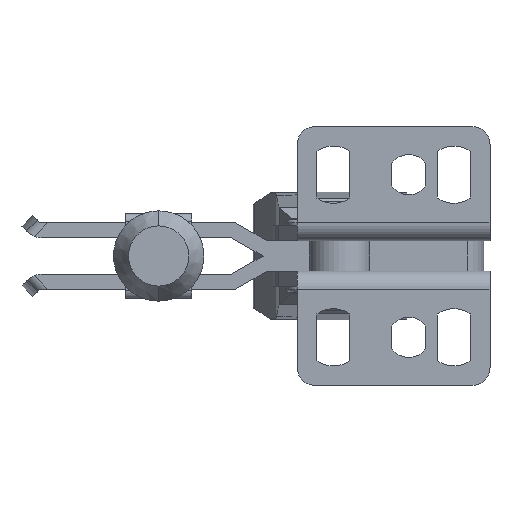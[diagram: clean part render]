
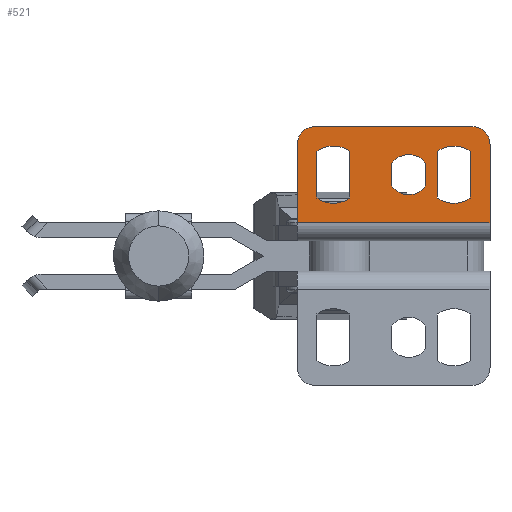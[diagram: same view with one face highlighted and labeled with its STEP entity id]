
A CAD part, front view. The second image highlights one B-rep face of the part: STEP entity #521.
In plain terms, the highlighted planar face has unit normal (0, -1, 0).
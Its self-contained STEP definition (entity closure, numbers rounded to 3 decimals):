
#521=ADVANCED_FACE('NONE',(#1398,#1399,#1400,#1401),#1402,.T.);
#1398=FACE_OUTER_BOUND('',#2751,.T.);
#1399=FACE_BOUND('',#2752,.T.);
#1400=FACE_BOUND('',#2753,.T.);
#1401=FACE_BOUND('',#2754,.T.);
#1402=PLANE('',#2755);
#2751=EDGE_LOOP('',(#4618,#4619,#4620,#4621,#4622,#4623));
#2752=EDGE_LOOP('',(#4624,#4625,#4626,#4627,#4628,#4629));
#2753=EDGE_LOOP('',(#4630,#4631,#4632,#4633,#4634,#4635));
#2754=EDGE_LOOP('',(#4636,#4637,#4638,#4639,#4640,#4641));
#2755=AXIS2_PLACEMENT_3D('',#4642,#4643,#4644);
#4618=ORIENTED_EDGE('',*,*,#7955,.F.);
#4619=ORIENTED_EDGE('',*,*,#7998,.T.);
#4620=ORIENTED_EDGE('',*,*,#7999,.T.);
#4621=ORIENTED_EDGE('',*,*,#8000,.T.);
#4622=ORIENTED_EDGE('',*,*,#7964,.T.);
#4623=ORIENTED_EDGE('',*,*,#7996,.F.);
#4624=ORIENTED_EDGE('',*,*,#8001,.T.);
#4625=ORIENTED_EDGE('',*,*,#7832,.T.);
#4626=ORIENTED_EDGE('',*,*,#8002,.T.);
#4627=ORIENTED_EDGE('',*,*,#7881,.T.);
#4628=ORIENTED_EDGE('',*,*,#8003,.T.);
#4629=ORIENTED_EDGE('',*,*,#8004,.T.);
#4630=ORIENTED_EDGE('',*,*,#8005,.T.);
#4631=ORIENTED_EDGE('',*,*,#8006,.T.);
#4632=ORIENTED_EDGE('',*,*,#7827,.T.);
#4633=ORIENTED_EDGE('',*,*,#8007,.T.);
#4634=ORIENTED_EDGE('',*,*,#7886,.T.);
#4635=ORIENTED_EDGE('',*,*,#8008,.T.);
#4636=ORIENTED_EDGE('',*,*,#8009,.T.);
#4637=ORIENTED_EDGE('',*,*,#8010,.T.);
#4638=ORIENTED_EDGE('',*,*,#7822,.T.);
#4639=ORIENTED_EDGE('',*,*,#8011,.T.);
#4640=ORIENTED_EDGE('',*,*,#7891,.T.);
#4641=ORIENTED_EDGE('',*,*,#8012,.T.);
#4642=CARTESIAN_POINT('',(0.0,0.0,21.5));
#4643=DIRECTION('',(0.0,-1.0,0.0));
#4644=DIRECTION('',(0.0,0.0,-1.0));
#7822=EDGE_CURVE('NONE',#9251,#9255,#9257,.T.);
#7827=EDGE_CURVE('NONE',#9260,#9264,#9266,.T.);
#7832=EDGE_CURVE('NONE',#9269,#9273,#9275,.T.);
#7881=EDGE_CURVE('NONE',#9359,#9357,#9360,.T.);
#7886=EDGE_CURVE('NONE',#9368,#9366,#9369,.T.);
#7891=EDGE_CURVE('NONE',#9377,#9375,#9378,.T.);
#7955=EDGE_CURVE('NONE',#9475,#9477,#9478,.T.);
#7964=EDGE_CURVE('NONE',#9492,#9489,#9493,.T.);
#7996=EDGE_CURVE('NONE',#9477,#9489,#9539,.T.);
#7998=EDGE_CURVE('NONE',#9475,#9541,#9542,.T.);
#7999=EDGE_CURVE('NONE',#9541,#9543,#9544,.T.);
#8000=EDGE_CURVE('NONE',#9543,#9492,#9545,.T.);
#8001=EDGE_CURVE('NONE',#9546,#9269,#9547,.T.);
#8002=EDGE_CURVE('NONE',#9273,#9359,#9548,.T.);
#8003=EDGE_CURVE('NONE',#9357,#9549,#9550,.T.);
#8004=EDGE_CURVE('NONE',#9549,#9546,#9551,.T.);
#8005=EDGE_CURVE('NONE',#9552,#9553,#9554,.T.);
#8006=EDGE_CURVE('NONE',#9553,#9260,#9555,.T.);
#8007=EDGE_CURVE('NONE',#9264,#9368,#9556,.T.);
#8008=EDGE_CURVE('NONE',#9366,#9552,#9557,.T.);
#8009=EDGE_CURVE('NONE',#9558,#9559,#9560,.T.);
#8010=EDGE_CURVE('NONE',#9559,#9251,#9561,.T.);
#8011=EDGE_CURVE('NONE',#9255,#9377,#9562,.T.);
#8012=EDGE_CURVE('NONE',#9375,#9558,#9563,.T.);
#9251=VERTEX_POINT('',#11342);
#9255=VERTEX_POINT('NONE',#11347);
#9257=CIRCLE('',#11350,4.75);
#9260=VERTEX_POINT('',#11353);
#9264=VERTEX_POINT('NONE',#11358);
#9266=CIRCLE('',#11361,4.75);
#9269=VERTEX_POINT('',#11364);
#9273=VERTEX_POINT('NONE',#11369);
#9275=CIRCLE('',#11372,3.35);
#9357=VERTEX_POINT('NONE',#11488);
#9359=VERTEX_POINT('NONE',#11491);
#9360=CIRCLE('',#11492,3.35);
#9366=VERTEX_POINT('NONE',#11499);
#9368=VERTEX_POINT('NONE',#11502);
#9369=CIRCLE('',#11503,4.75);
#9375=VERTEX_POINT('NONE',#11510);
#9377=VERTEX_POINT('NONE',#11513);
#9378=CIRCLE('',#11514,4.75);
#9475=VERTEX_POINT('NONE',#11638);
#9477=VERTEX_POINT('NONE',#11641);
#9478=LINE('',#11642,#11643);
#9489=VERTEX_POINT('NONE',#11657);
#9492=VERTEX_POINT('NONE',#11660);
#9493=LINE('',#11661,#11662);
#9539=LINE('',#11731,#11732);
#9541=VERTEX_POINT('NONE',#11734);
#9542=CIRCLE('',#11735,3.);
#9543=VERTEX_POINT('NONE',#11736);
#9544=LINE('',#11737,#11738);
#9545=CIRCLE('',#11739,3.);
#9546=VERTEX_POINT('NONE',#11740);
#9547=CIRCLE('',#11741,3.35);
#9548=LINE('',#11742,#11743);
#9549=VERTEX_POINT('NONE',#11744);
#9550=CIRCLE('',#11745,3.35);
#9551=LINE('',#11746,#11747);
#9552=VERTEX_POINT('NONE',#11748);
#9553=VERTEX_POINT('NONE',#11749);
#9554=LINE('',#11750,#11751);
#9555=CIRCLE('',#11752,4.75);
#9556=LINE('',#11753,#11754);
#9557=CIRCLE('',#11755,4.75);
#9558=VERTEX_POINT('NONE',#11756);
#9559=VERTEX_POINT('NONE',#11757);
#9560=LINE('',#11758,#11759);
#9561=CIRCLE('',#11760,4.75);
#9562=LINE('',#11761,#11762);
#9563=CIRCLE('',#11763,4.75);
#11342=CARTESIAN_POINT('',(26.0,0.0,18.25));
#11347=CARTESIAN_POINT('',(28.75,0.0,17.373));
#11350=AXIS2_PLACEMENT_3D('',#14845,#14846,#14847);
#11353=CARTESIAN_POINT('',(6.0,0.0,18.25));
#11358=CARTESIAN_POINT('',(8.75,0.0,17.373));
#11361=AXIS2_PLACEMENT_3D('',#14853,#14854,#14855);
#11364=CARTESIAN_POINT('',(18.5,0.0,16.85));
#11369=CARTESIAN_POINT('',(21.3,0.0,15.339));
#11372=AXIS2_PLACEMENT_3D('',#14861,#14862,#14863);
#11488=CARTESIAN_POINT('',(18.5,0.0,10.15));
#11491=CARTESIAN_POINT('',(21.3,0.0,11.661));
#11492=AXIS2_PLACEMENT_3D('',#14942,#14943,#14944);
#11499=CARTESIAN_POINT('',(6.0,0.0,8.75));
#11502=CARTESIAN_POINT('',(8.75,0.0,9.627));
#11503=AXIS2_PLACEMENT_3D('',#14950,#14951,#14952);
#11510=CARTESIAN_POINT('',(26.0,0.0,8.75));
#11513=CARTESIAN_POINT('',(28.75,0.0,9.627));
#11514=AXIS2_PLACEMENT_3D('',#14958,#14959,#14960);
#11638=CARTESIAN_POINT('',(32.0,0.0,18.5));
#11641=CARTESIAN_POINT('',(32.0,0.,5.5));
#11642=CARTESIAN_POINT('',(32.0,0.0,5.5));
#11643=VECTOR('',#15049,1000.0);
#11657=CARTESIAN_POINT('',(0.0,0.,5.5));
#11660=CARTESIAN_POINT('',(0.0,0.0,18.5));
#11661=CARTESIAN_POINT('',(0.0,0.0,5.5));
#11662=VECTOR('',#15062,1000.0);
#11731=CARTESIAN_POINT('',(0.0,0.,5.5));
#11732=VECTOR('',#15106,1000.0);
#11734=CARTESIAN_POINT('',(29.,0.0,21.5));
#11735=AXIS2_PLACEMENT_3D('',#15107,#15108,#15109);
#11736=CARTESIAN_POINT('',(3.,0.0,21.5));
#11737=CARTESIAN_POINT('',(0.0,0.0,21.5));
#11738=VECTOR('',#15110,1000.0);
#11739=AXIS2_PLACEMENT_3D('',#15111,#15112,#15113);
#11740=CARTESIAN_POINT('',(15.7,0.0,15.339));
#11741=AXIS2_PLACEMENT_3D('',#15114,#15115,#15116);
#11742=CARTESIAN_POINT('',(21.3,0.0,21.5));
#11743=VECTOR('',#15117,1000.0);
#11744=CARTESIAN_POINT('',(15.7,0.0,11.661));
#11745=AXIS2_PLACEMENT_3D('',#15118,#15119,#15120);
#11746=CARTESIAN_POINT('',(15.7,0.0,21.5));
#11747=VECTOR('',#15121,1000.0);
#11748=CARTESIAN_POINT('',(3.25,0.0,9.627));
#11749=CARTESIAN_POINT('',(3.25,0.0,17.373));
#11750=CARTESIAN_POINT('',(3.25,0.0,21.5));
#11751=VECTOR('',#15122,1000.0);
#11752=AXIS2_PLACEMENT_3D('',#15123,#15124,#15125);
#11753=CARTESIAN_POINT('',(8.75,0.0,21.5));
#11754=VECTOR('',#15126,1000.0);
#11755=AXIS2_PLACEMENT_3D('',#15127,#15128,#15129);
#11756=CARTESIAN_POINT('',(23.25,0.0,9.627));
#11757=CARTESIAN_POINT('',(23.25,0.0,17.373));
#11758=CARTESIAN_POINT('',(23.25,0.0,21.5));
#11759=VECTOR('',#15130,1000.0);
#11760=AXIS2_PLACEMENT_3D('',#15131,#15132,#15133);
#11761=CARTESIAN_POINT('',(28.75,0.0,21.5));
#11762=VECTOR('',#15134,1000.0);
#11763=AXIS2_PLACEMENT_3D('',#15135,#15136,#15137);
#14845=CARTESIAN_POINT('',(26.0,0.0,13.5));
#14846=DIRECTION('',(0.0,1.0,0.0));
#14847=DIRECTION('',(0.0,0.0,-1.0));
#14853=CARTESIAN_POINT('',(6.0,0.0,13.5));
#14854=DIRECTION('',(0.0,1.0,0.0));
#14855=DIRECTION('',(0.0,0.0,-1.0));
#14861=CARTESIAN_POINT('',(18.5,0.0,13.5));
#14862=DIRECTION('',(0.0,1.0,0.0));
#14863=DIRECTION('',(0.,0.0,-1.0));
#14942=CARTESIAN_POINT('',(18.5,0.0,13.5));
#14943=DIRECTION('',(0.0,1.0,0.0));
#14944=DIRECTION('',(0.,0.0,-1.0));
#14950=CARTESIAN_POINT('',(6.0,0.0,13.5));
#14951=DIRECTION('',(0.0,1.0,0.0));
#14952=DIRECTION('',(0.,0.0,-1.0));
#14958=CARTESIAN_POINT('',(26.0,0.0,13.5));
#14959=DIRECTION('',(0.0,1.0,0.0));
#14960=DIRECTION('',(0.,0.0,-1.0));
#15049=DIRECTION('',(0.0,0.0,-1.0));
#15062=DIRECTION('',(0.0,0.0,-1.0));
#15106=DIRECTION('',(-1.0,-0.0,-0.0));
#15107=CARTESIAN_POINT('',(29.,0.0,18.5));
#15108=DIRECTION('',(0.0,-1.0,0.0));
#15109=DIRECTION('',(0.0,0.0,-1.0));
#15110=DIRECTION('',(-1.0,-0.0,-0.0));
#15111=CARTESIAN_POINT('',(3.,0.0,18.5));
#15112=DIRECTION('',(0.0,-1.0,0.0));
#15113=DIRECTION('',(0.0,0.0,-1.0));
#15114=CARTESIAN_POINT('',(18.5,0.0,13.5));
#15115=DIRECTION('',(0.0,1.0,0.0));
#15116=DIRECTION('',(0.,0.0,-1.0));
#15117=DIRECTION('',(0.0,-0.0,-1.0));
#15118=CARTESIAN_POINT('',(18.5,0.0,13.5));
#15119=DIRECTION('',(0.0,1.0,0.0));
#15120=DIRECTION('',(0.0,0.0,-1.0));
#15121=DIRECTION('',(-0.0,0.0,1.0));
#15122=DIRECTION('',(-0.0,0.0,1.0));
#15123=CARTESIAN_POINT('',(6.0,0.0,13.5));
#15124=DIRECTION('',(0.0,1.0,0.0));
#15125=DIRECTION('',(0.0,0.0,-1.0));
#15126=DIRECTION('',(0.0,-0.0,-1.0));
#15127=CARTESIAN_POINT('',(6.0,0.0,13.5));
#15128=DIRECTION('',(0.0,1.0,0.0));
#15129=DIRECTION('',(0.0,0.0,-1.0));
#15130=DIRECTION('',(-0.0,0.0,1.0));
#15131=CARTESIAN_POINT('',(26.0,0.0,13.5));
#15132=DIRECTION('',(0.0,1.0,0.0));
#15133=DIRECTION('',(0.0,0.0,-1.0));
#15134=DIRECTION('',(0.0,-0.0,-1.0));
#15135=CARTESIAN_POINT('',(26.0,0.0,13.5));
#15136=DIRECTION('',(0.0,1.0,0.0));
#15137=DIRECTION('',(0.0,0.0,-1.0));
